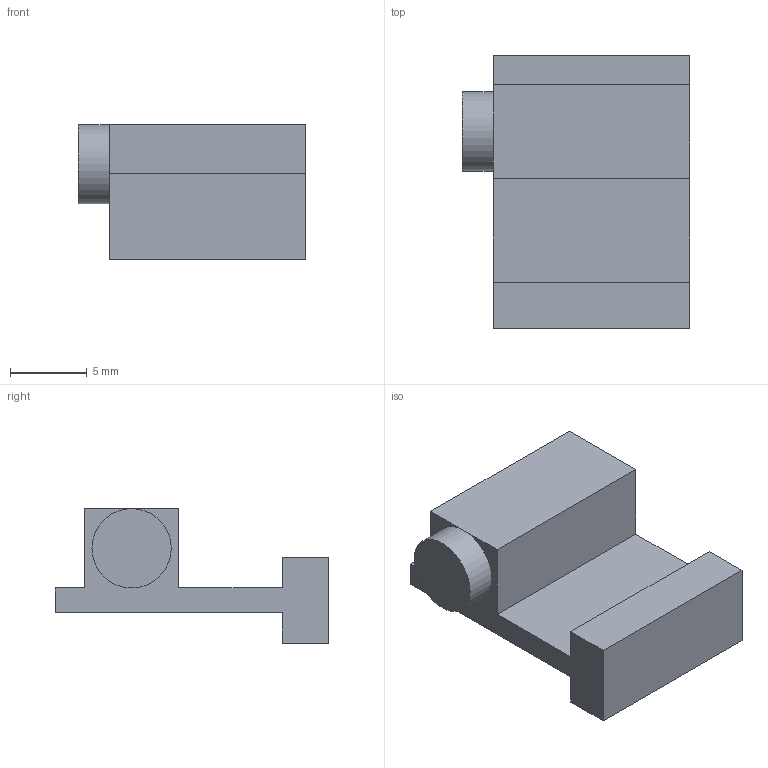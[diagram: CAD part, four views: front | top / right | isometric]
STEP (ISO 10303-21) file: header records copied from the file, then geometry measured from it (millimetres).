
FILE_DESCRIPTION(('FreeCAD Model'),'2;1');
FILE_NAME('trrs breakout.step','2018-07-20T18:13:05',( 'kicad StepUp'),('ksu MCAD'),'Open CASCADE STEP processor 7.2', 'FreeCAD','Unknown');
FILE_SCHEMA(('AUTOMOTIVE_DESIGN { 1 0 10303 214 1 1 1 1 }'));
Length unit declared in the file: millimetre
Products named in the file (1): trrs_breakout
Bounding box: 14.75 x 17.75 x 8.75 mm (x, y, z)
Volume: 957.3 mm3; surface area: 902.7 mm2
Topology: 1 solids, 1 shells, 16 faces, 41 edges, 27 vertices
Faces by surface type: plane 15, cylinder 1
Full cylindrical faces by diameter (mm): 5.15 x1
Entity records: 519 total; most frequent: CARTESIAN_POINT 89, ORIENTED_EDGE 86, DIRECTION 80, EDGE_CURVE 43, LINE 38, VECTOR 38, VERTEX_POINT 28, AXIS2_PLACEMENT_3D 21
